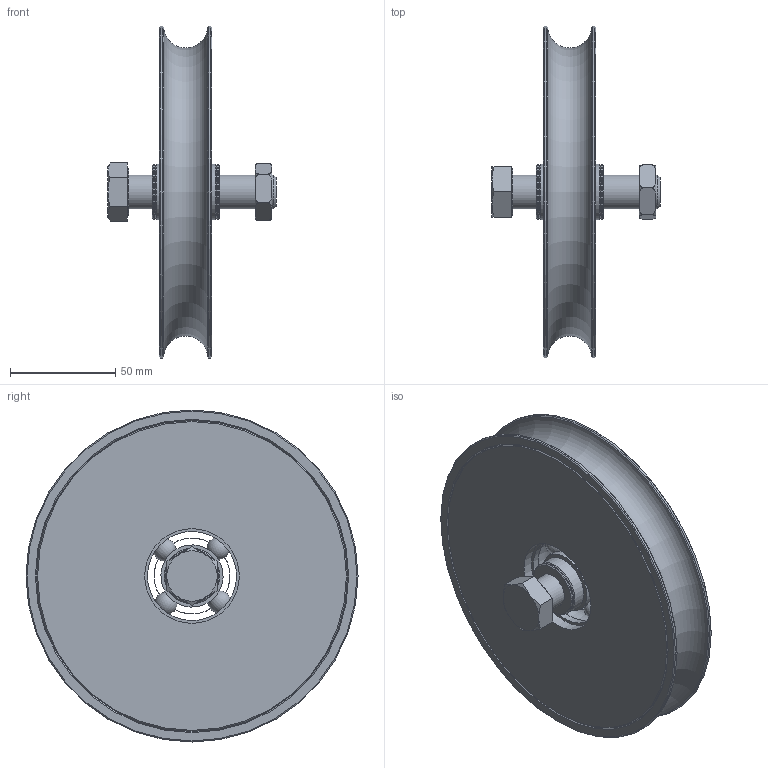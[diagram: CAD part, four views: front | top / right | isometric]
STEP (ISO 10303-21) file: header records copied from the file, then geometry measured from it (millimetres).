
FILE_DESCRIPTION(/* description */ (''),/* implementation_level */ '2;1');
FILE_NAME(/* name */ '20160R21.stp',/* time_stamp */ '2019-08-08T15:12:46+02:00',/* author */ ('DOMINIQUE'),/* organization */ (''),/* preprocessor_version */ 'ST-DEVELOPER v17.2',/* originating_system */ 'Autodesk Inventor 2019',/* authorisation */ '');
FILE_SCHEMA (('AUTOMOTIVE_DESIGN { 1 0 10303 214 3 1 1 }'));
Length unit declared in the file: millimetre
Products named in the file (1): 20160R21
Bounding box: 80 x 158 x 158 mm (x, y, z)
Volume: 401496.9 mm3; surface area: 79265 mm2
Topology: 8 solids, 8 shells, 115 faces, 283 edges, 190 vertices
Faces by surface type: plane 46, cone 23, cylinder 23, torus 19, sphere 4
Full cylindrical faces by diameter (mm): 13.835 x1, 16 x1, 16.5 x2, 20 x3, 22.49 x1, 26.5 x4, 29.6 x2, 42.4 x2, 45 x1, 52 x2, 52.4 x1, 57 x1, 158 x2
Entity records: 3966 total; most frequent: CARTESIAN_POINT 893, DIRECTION 664, ORIENTED_EDGE 566, AXIS2_PLACEMENT_3D 291, EDGE_CURVE 283, VERTEX_POINT 206, CIRCLE 167, EDGE_LOOP 151
